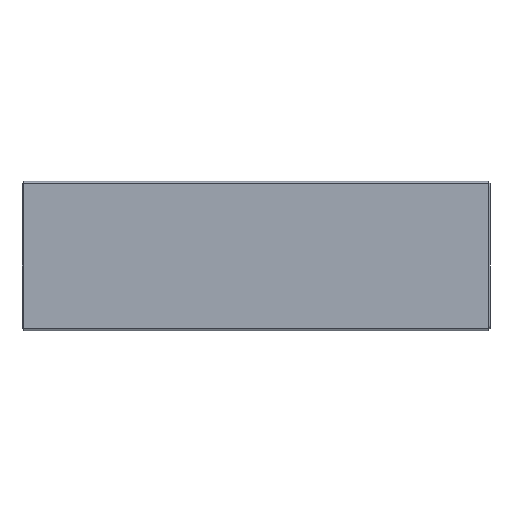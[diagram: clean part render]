
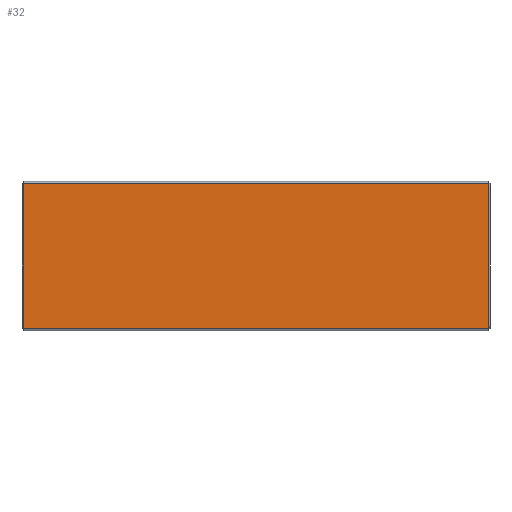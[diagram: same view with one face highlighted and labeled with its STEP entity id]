
A CAD part, top view. The second image highlights one B-rep face of the part: STEP entity #32.
In plain terms, the highlighted planar face has unit normal (0, 0, 1).
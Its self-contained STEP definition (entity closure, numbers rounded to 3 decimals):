
#4 = VERTEX_POINT ( 'NONE', #838 ) ;
#32 = ADVANCED_FACE ( 'NONE', ( #818 ), #1620, .T. ) ;
#42 = VECTOR ( 'NONE', #1480, 1000. ) ;
#51 = DIRECTION ( 'NONE',  ( 0., 0., 1. ) ) ;
#109 = DIRECTION ( 'NONE',  ( 0., 1., 0. ) ) ;
#139 = EDGE_CURVE ( 'NONE', #1550, #4, #995, .T. ) ;
#222 = VECTOR ( 'NONE', #1072, 1000. ) ;
#363 = CARTESIAN_POINT ( 'NONE',  ( -350., -109.5, 0. ) ) ;
#366 = CARTESIAN_POINT ( 'NONE',  ( -350., -109.5, 0. ) ) ;
#429 = CARTESIAN_POINT ( 'NONE',  ( -353., -109.5, 0. ) ) ;
#513 = VECTOR ( 'NONE', #1556, 1000. ) ;
#541 = DIRECTION ( 'NONE',  ( 1., 0., 0. ) ) ;
#570 = CARTESIAN_POINT ( 'NONE',  ( 0., 0., 0. ) ) ;
#585 = ORIENTED_EDGE ( 'NONE', *, *, #668, .F. ) ;
#617 = ORIENTED_EDGE ( 'NONE', *, *, #1590, .T. ) ;
#668 = EDGE_CURVE ( 'NONE', #1194, #1426, #1175, .T. ) ;
#686 = CARTESIAN_POINT ( 'NONE',  ( 350., 109.5, 0. ) ) ;
#715 = LINE ( 'NONE', #1219, #42 ) ;
#738 = LINE ( 'NONE', #429, #222 ) ;
#802 = CARTESIAN_POINT ( 'NONE',  ( -350., 109.5, 0. ) ) ;
#818 = FACE_OUTER_BOUND ( 'NONE', #1322, .T. ) ;
#838 = CARTESIAN_POINT ( 'NONE',  ( 350., -109.5, 0. ) ) ;
#990 = AXIS2_PLACEMENT_3D ( 'NONE', #570, #51, #541 ) ;
#995 = LINE ( 'NONE', #1595, #513 ) ;
#1072 = DIRECTION ( 'NONE',  ( 1., 0., 0. ) ) ;
#1073 = VECTOR ( 'NONE', #109, 1000. ) ;
#1175 = LINE ( 'NONE', #366, #1073 ) ;
#1194 = VERTEX_POINT ( 'NONE', #363 ) ;
#1212 = ORIENTED_EDGE ( 'NONE', *, *, #139, .F. ) ;
#1219 = CARTESIAN_POINT ( 'NONE',  ( -353., 109.5, 0. ) ) ;
#1322 = EDGE_LOOP ( 'NONE', ( #617, #585, #1434, #1212 ) ) ;
#1426 = VERTEX_POINT ( 'NONE', #802 ) ;
#1434 = ORIENTED_EDGE ( 'NONE', *, *, #1551, .T. ) ;
#1480 = DIRECTION ( 'NONE',  ( -1., 0., 0. ) ) ;
#1550 = VERTEX_POINT ( 'NONE', #686 ) ;
#1551 = EDGE_CURVE ( 'NONE', #1194, #4, #738, .T. ) ;
#1556 = DIRECTION ( 'NONE',  ( 0., -1., 0. ) ) ;
#1590 = EDGE_CURVE ( 'NONE', #1550, #1426, #715, .T. ) ;
#1595 = CARTESIAN_POINT ( 'NONE',  ( 350., 109.5, 0. ) ) ;
#1620 = PLANE ( 'NONE',  #990 ) ;
